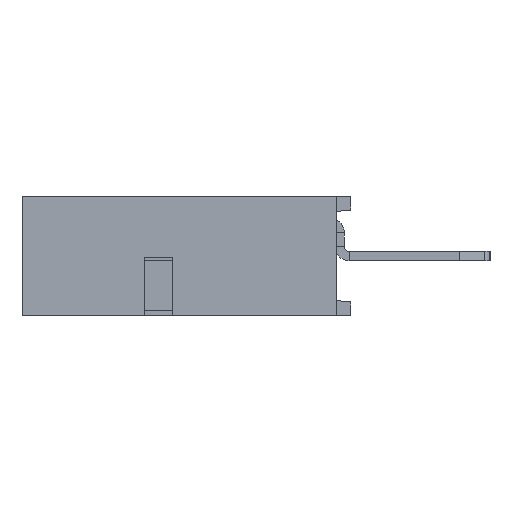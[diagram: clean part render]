
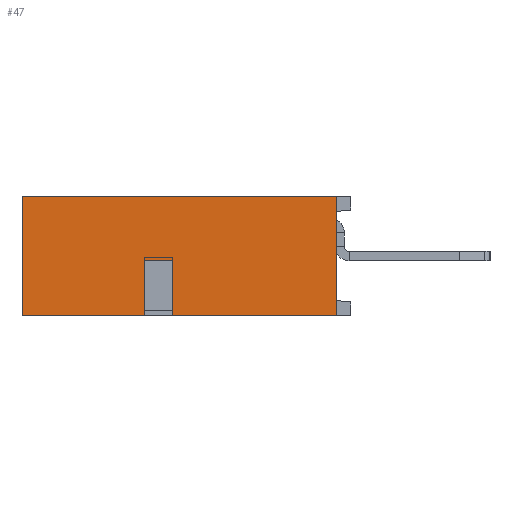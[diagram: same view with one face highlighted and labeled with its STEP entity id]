
A CAD part, left-side view. The second image highlights one B-rep face of the part: STEP entity #47.
In plain terms, the highlighted planar face has unit normal (-1, 0, 0).
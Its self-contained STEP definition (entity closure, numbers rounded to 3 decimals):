
#47=ADVANCED_FACE('3577',(#815),#816,.T.);
#815=FACE_OUTER_BOUND('',#2373,.T.);
#816=PLANE('',#2374);
#2373=EDGE_LOOP('',(#3978,#3979,#3980,#3981,#3982,#3983,#3984,#3985));
#2374=AXIS2_PLACEMENT_3D('',#3986,#3987,#3988);
#3978=ORIENTED_EDGE('',*,*,#9863,.F.);
#3979=ORIENTED_EDGE('',*,*,#9806,.T.);
#3980=ORIENTED_EDGE('',*,*,#9864,.T.);
#3981=ORIENTED_EDGE('',*,*,#9865,.T.);
#3982=ORIENTED_EDGE('',*,*,#9866,.T.);
#3983=ORIENTED_EDGE('',*,*,#9867,.F.);
#3984=ORIENTED_EDGE('',*,*,#9868,.F.);
#3985=ORIENTED_EDGE('',*,*,#9869,.F.);
#3986=CARTESIAN_POINT('',(-17.74,0.0,1.27));
#3987=DIRECTION('',(-1.0,0.0,0.0));
#3988=DIRECTION('',(0.0,0.0,1.0));
#9806=EDGE_CURVE('4327',#11620,#11624,#11626,.T.);
#9863=EDGE_CURVE('4783',#11620,#11739,#11740,.T.);
#9864=EDGE_CURVE('4486',#11624,#11741,#11742,.T.);
#9865=EDGE_CURVE('4465',#11741,#11743,#11744,.T.);
#9866=EDGE_CURVE('4744',#11743,#11745,#11746,.T.);
#9867=EDGE_CURVE('4466',#11747,#11745,#11748,.T.);
#9868=EDGE_CURVE('4577',#11749,#11747,#11750,.T.);
#9869=EDGE_CURVE('4575',#11739,#11749,#11751,.T.);
#11620=VERTEX_POINT('',#14556);
#11624=VERTEX_POINT('',#14562);
#11626=LINE('',#14565,#14566);
#11739=VERTEX_POINT('',#14735);
#11740=LINE('',#14736,#14737);
#11741=VERTEX_POINT('',#14738);
#11742=LINE('',#14739,#14740);
#11743=VERTEX_POINT('',#14741);
#11744=LINE('',#14742,#14743);
#11745=VERTEX_POINT('',#14744);
#11746=LINE('',#14745,#14746);
#11747=VERTEX_POINT('',#14747);
#11748=LINE('',#14748,#14749);
#11749=VERTEX_POINT('',#14750);
#11750=LINE('',#14751,#14752);
#11751=LINE('',#14753,#14754);
#14556=CARTESIAN_POINT('',(-17.74,0.0,1.27));
#14562=CARTESIAN_POINT('',(-17.74,0.0,-1.27));
#14565=CARTESIAN_POINT('',(-17.74,0.0,1.27));
#14566=VECTOR('',#19170,2.54);
#14735=CARTESIAN_POINT('',(-17.74,-6.7,1.27));
#14736=CARTESIAN_POINT('',(-17.74,0.0,1.27));
#14737=VECTOR('',#19227,6.7);
#14738=CARTESIAN_POINT('',(-17.74,-2.6,-1.27));
#14739=CARTESIAN_POINT('',(-17.74,0.0,-1.27));
#14740=VECTOR('',#19228,2.6);
#14741=CARTESIAN_POINT('',(-17.74,-2.6,-0.099));
#14742=CARTESIAN_POINT('',(-17.74,-2.6,-1.27));
#14743=VECTOR('',#19229,1.171);
#14744=CARTESIAN_POINT('',(-17.74,-3.2,-0.099));
#14745=CARTESIAN_POINT('',(-17.74,-2.6,-0.099));
#14746=VECTOR('',#19230,0.6);
#14747=CARTESIAN_POINT('',(-17.74,-3.2,-1.27));
#14748=CARTESIAN_POINT('',(-17.74,-3.2,-1.27));
#14749=VECTOR('',#19231,1.171);
#14750=CARTESIAN_POINT('',(-17.74,-6.7,-1.27));
#14751=CARTESIAN_POINT('',(-17.74,-6.7,-1.27));
#14752=VECTOR('',#19232,3.5);
#14753=CARTESIAN_POINT('',(-17.74,-6.7,1.27));
#14754=VECTOR('',#19233,2.54);
#19170=DIRECTION('',(0.0,0.0,-1.0));
#19227=DIRECTION('',(0.0,-1.0,0.0));
#19228=DIRECTION('',(0.0,-1.0,0.0));
#19229=DIRECTION('',(0.0,0.0,1.0));
#19230=DIRECTION('',(0.0,-1.0,0.0));
#19231=DIRECTION('',(0.0,0.0,1.0));
#19232=DIRECTION('',(0.0,1.0,0.0));
#19233=DIRECTION('',(0.0,0.0,-1.0));
